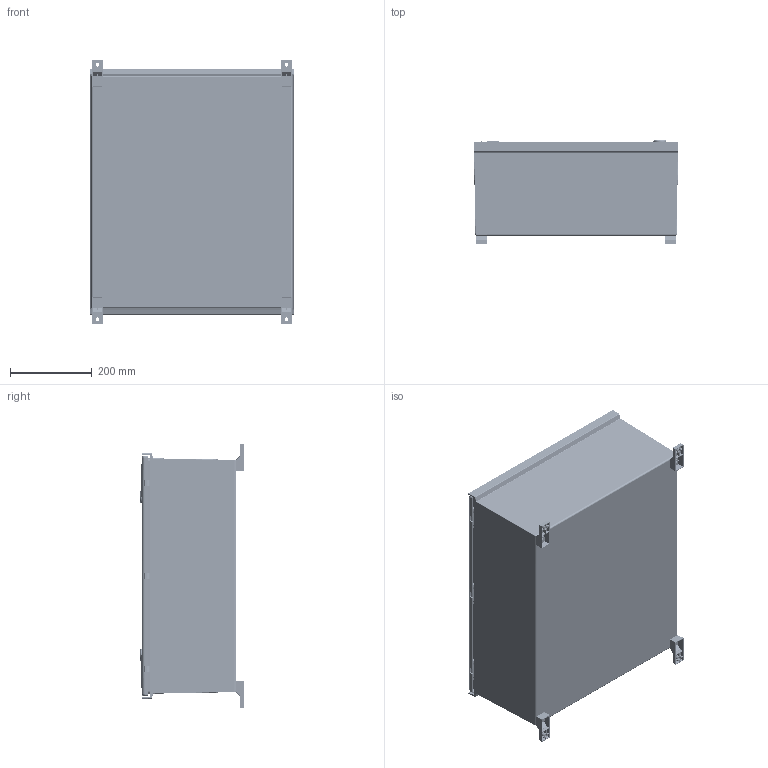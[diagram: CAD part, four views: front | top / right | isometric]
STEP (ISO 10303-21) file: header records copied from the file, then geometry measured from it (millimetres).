
FILE_DESCRIPTION((''),'2;1');
FILE_NAME('NGRW506023-U_NFL1_ASM','2016-11-28T',('kjell_andersson'),(''),'CREO PARAMETRIC BY PTC INC, 2015290','CREO PARAMETRIC BY PTC INC, 2015290','');
FILE_SCHEMA(('AUTOMOTIVE_DESIGN { 1 0 10303 214 1 1 1 1 }'));
Products named in the file (28): NGRP506023_BASE; CUBO_N_SCREW_4X13; HINGE_BASE; CUBO_N_HINGE_BASE_ASM; NGRW506023_LID; NGRP506023_LID_GASKET; HINGE_LID; HINGE_LID_SCREW_5X10; CUBO_N_HINGE_LID_ASM; MOUNTING_SC_SPRING_WASHER; MOUNTING_SCREW_MAIN; MOUNTING_SCREW_HEAD; MOUNTING_SC_M6_SUBASM_ASM; MOUNTING_SC_NUT_M6; MOUNTING_SCREW_M6_ASM_ASM; CUBO_N_LOCK_PART1; CUBO_N_LOCK_LATCH; CUBO_N_LOCK_PART2; CUBO_N_LOCK_FRAME; CUBO_N_LOCK_INSERT; CUBO_N_LOCK_NUT; CUBO_N_LOCK_PART4; CUBO_N_LOCK_ASM; NGRW506023_WINDOW; NGRW506023_U_SUB_ASM; NGRW506023_U_ASM; NFL1; NGRW506023-U_NFL1_ASM
Assembly tree (42 placements, depth 6):
  NGRW506023-U_NFL1_ASM
    NGRW506023_U_ASM
      NGRW506023_U_SUB_ASM
        NGRP506023_BASE
        CUBO_N_HINGE_BASE_ASM  x3
          CUBO_N_SCREW_4X13
          HINGE_BASE
        NGRW506023_LID
        NGRP506023_LID_GASKET
        CUBO_N_HINGE_LID_ASM  x3
          HINGE_LID
          HINGE_LID_SCREW_5X10
        MOUNTING_SCREW_M6_ASM_ASM  x4
          MOUNTING_SC_SPRING_WASHER
          MOUNTING_SC_M6_SUBASM_ASM
            MOUNTING_SCREW_MAIN
            MOUNTING_SCREW_HEAD
          MOUNTING_SC_NUT_M6
        CUBO_N_LOCK_ASM  x2
          CUBO_N_LOCK_PART1
          CUBO_N_LOCK_LATCH
          CUBO_N_LOCK_PART2
          CUBO_N_LOCK_FRAME
          CUBO_N_SCREW_4X13
          CUBO_N_LOCK_INSERT
          CUBO_N_LOCK_NUT
          CUBO_N_LOCK_PART4
        NGRW506023_WINDOW
    NFL1  x4
Bounding box: 500 x 255.4 x 645.7 mm (x, y, z)
Volume: 3631235 mm3; surface area: 2524933.1 mm2
Topology: 66 solids, 71 shells, 7222 faces, 17476 edges, 10270 vertices
Faces by surface type: plane 2268, cylinder 2240, cone 1414, bspline 782, torus 277, sphere 241
Entity records: 198364 total; most frequent: CARTESIAN_POINT 97023, ORIENTED_EDGE 21424, DIRECTION 18986, EDGE_CURVE 10712, AXIS2_PLACEMENT_3D 6887, VERTEX_POINT 6369, VECTOR 5212, LINE 5212
